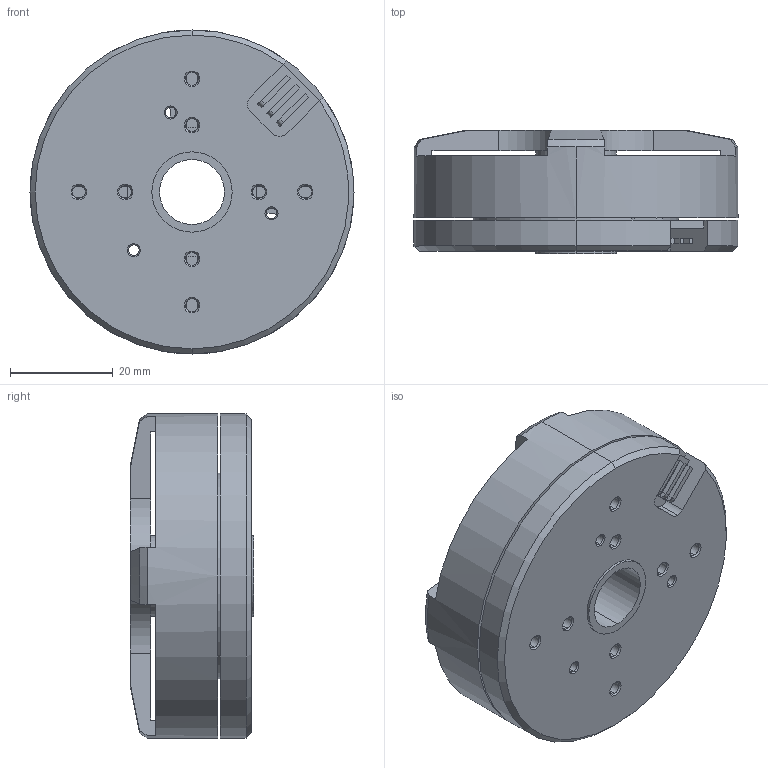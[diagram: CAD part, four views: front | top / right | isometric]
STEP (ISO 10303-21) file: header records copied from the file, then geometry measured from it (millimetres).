
FILE_DESCRIPTION (( 'STEP AP214' ), '1' );
FILE_NAME ('BGM5208-200-12.STEP', '2018-02-03T09:15:24', ( '' ), ( '' ), 'SwSTEP 2.0', 'SolidWorks 2016', '' );
FILE_SCHEMA (( 'AUTOMOTIVE_DESIGN' ));
Length unit declared in the file: millimetre
Products named in the file (1): BGM5208-200-12
Bounding box: 63 x 24 x 63 mm (x, y, z)
Volume: 45637.9 mm3; surface area: 26681.5 mm2
Topology: 2 solids, 2 shells, 356 faces, 921 edges, 592 vertices
Faces by surface type: plane 169, cylinder 144, cone 43
Entity records: 15016 total; most frequent: CARTESIAN_POINT 3220, ORIENTED_EDGE 1842, DIRECTION 1840, EDGE_CURVE 921, AXIS2_PLACEMENT_3D 676, VERTEX_POINT 592, VECTOR 488, LINE 488
